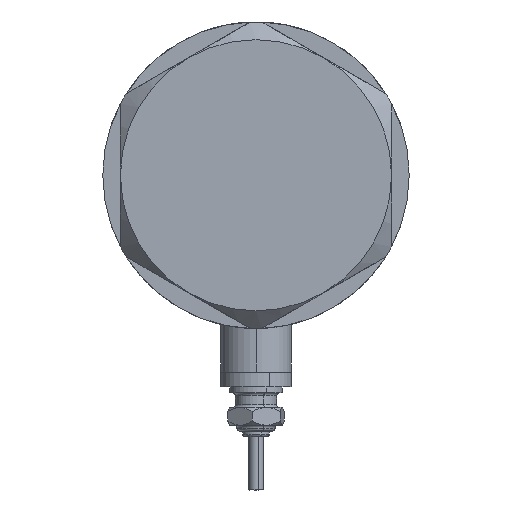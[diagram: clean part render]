
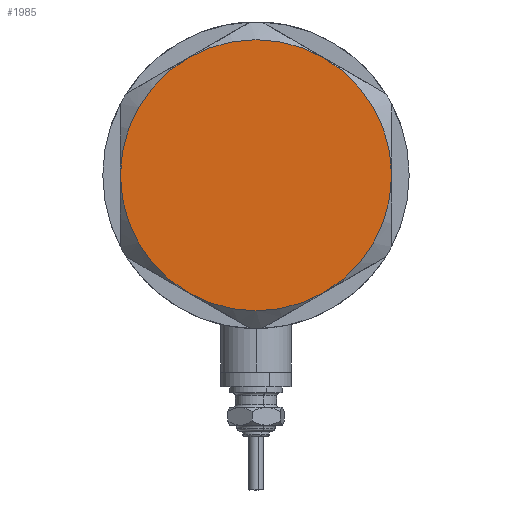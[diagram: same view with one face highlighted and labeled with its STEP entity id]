
A CAD part, left-side view. The second image highlights one B-rep face of the part: STEP entity #1985.
In plain terms, the highlighted face is planar.
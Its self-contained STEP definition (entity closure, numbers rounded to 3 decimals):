
#5 = AXIS2_PLACEMENT_3D ( 'NONE', #4475, #3528, #2119 ) ;
#125 = DIRECTION ( 'NONE',  ( 1., 0., 0. ) ) ;
#682 = CIRCLE ( 'NONE', #4084, 23. ) ;
#716 = CARTESIAN_POINT ( 'NONE',  ( 0., 0., 7. ) ) ;
#774 = DIRECTION ( 'NONE',  ( 0., 0., 1. ) ) ;
#865 = EDGE_CURVE ( 'NONE', #4005, #2607, #1545, .T. ) ;
#948 = VERTEX_POINT ( 'NONE', #2978 ) ;
#1076 = ORIENTED_EDGE ( 'NONE', *, *, #865, .T. ) ;
#1205 = DIRECTION ( 'NONE',  ( 0., 0., 1. ) ) ;
#1281 = EDGE_CURVE ( 'NONE', #948, #3698, #2145, .T. ) ;
#1353 = EDGE_CURVE ( 'NONE', #5241, #3053, #4481, .T. ) ;
#1420 = ORIENTED_EDGE ( 'NONE', *, *, #1353, .T. ) ;
#1545 = CIRCLE ( 'NONE', #4477, 23. ) ;
#1713 = ORIENTED_EDGE ( 'NONE', *, *, #3996, .T. ) ;
#1847 = CARTESIAN_POINT ( 'NONE',  ( 0., 0., 7. ) ) ;
#1985 = ADVANCED_FACE ( 'NONE', ( #2129 ), #5460, .T. ) ;
#2039 = AXIS2_PLACEMENT_3D ( 'NONE', #716, #2196, #4136 ) ;
#2119 = DIRECTION ( 'NONE',  ( 1., 0., 0. ) ) ;
#2129 = FACE_OUTER_BOUND ( 'NONE', #2210, .T. ) ;
#2145 = CIRCLE ( 'NONE', #4592, 23. ) ;
#2196 = DIRECTION ( 'NONE',  ( 0., 0., 1. ) ) ;
#2210 = EDGE_LOOP ( 'NONE', ( #1076, #1713, #1420, #5985, #4161, #5562 ) ) ;
#2228 = CARTESIAN_POINT ( 'NONE',  ( -11.5, -19.919, 7. ) ) ;
#2268 = CIRCLE ( 'NONE', #3977, 23. ) ;
#2607 = VERTEX_POINT ( 'NONE', #4796 ) ;
#2691 = DIRECTION ( 'NONE',  ( 1., 0., 0. ) ) ;
#2752 = EDGE_CURVE ( 'NONE', #3053, #948, #4606, .T. ) ;
#2978 = CARTESIAN_POINT ( 'NONE',  ( -23., 0., 7. ) ) ;
#3053 = VERTEX_POINT ( 'NONE', #4537 ) ;
#3155 = DIRECTION ( 'NONE',  ( 0., 0., 1. ) ) ;
#3412 = CARTESIAN_POINT ( 'NONE',  ( 11.5, 19.919, 7. ) ) ;
#3473 = DIRECTION ( 'NONE',  ( 1., 0., 0. ) ) ;
#3528 = DIRECTION ( 'NONE',  ( 0., 0., 1. ) ) ;
#3548 = EDGE_CURVE ( 'NONE', #3698, #4005, #682, .T. ) ;
#3698 = VERTEX_POINT ( 'NONE', #2228 ) ;
#3713 = DIRECTION ( 'NONE',  ( 1., 0., 0. ) ) ;
#3961 = CARTESIAN_POINT ( 'NONE',  ( 0., 0., 7. ) ) ;
#3977 = AXIS2_PLACEMENT_3D ( 'NONE', #1847, #774, #2691 ) ;
#3996 = EDGE_CURVE ( 'NONE', #2607, #5241, #2268, .T. ) ;
#4005 = VERTEX_POINT ( 'NONE', #4645 ) ;
#4024 = CARTESIAN_POINT ( 'NONE',  ( 0., 0., 7. ) ) ;
#4037 = CARTESIAN_POINT ( 'NONE',  ( 0., 0., 7. ) ) ;
#4084 = AXIS2_PLACEMENT_3D ( 'NONE', #4682, #3155, #3713 ) ;
#4136 = DIRECTION ( 'NONE',  ( 1., 0., 0. ) ) ;
#4161 = ORIENTED_EDGE ( 'NONE', *, *, #1281, .T. ) ;
#4469 = DIRECTION ( 'NONE',  ( 0., 0., 1. ) ) ;
#4475 = CARTESIAN_POINT ( 'NONE',  ( 0., 0., 7. ) ) ;
#4477 = AXIS2_PLACEMENT_3D ( 'NONE', #4024, #4469, #125 ) ;
#4481 = CIRCLE ( 'NONE', #2039, 23. ) ;
#4537 = CARTESIAN_POINT ( 'NONE',  ( -11.5, 19.919, 7. ) ) ;
#4592 = AXIS2_PLACEMENT_3D ( 'NONE', #3961, #5916, #3473 ) ;
#4606 = CIRCLE ( 'NONE', #5, 23. ) ;
#4645 = CARTESIAN_POINT ( 'NONE',  ( 11.5, -19.919, 7. ) ) ;
#4682 = CARTESIAN_POINT ( 'NONE',  ( 0., 0., 7. ) ) ;
#4796 = CARTESIAN_POINT ( 'NONE',  ( 23., 0., 7. ) ) ;
#5241 = VERTEX_POINT ( 'NONE', #3412 ) ;
#5460 = PLANE ( 'NONE',  #5497 ) ;
#5497 = AXIS2_PLACEMENT_3D ( 'NONE', #4037, #1205, #5668 ) ;
#5562 = ORIENTED_EDGE ( 'NONE', *, *, #3548, .T. ) ;
#5668 = DIRECTION ( 'NONE',  ( 1., 0., 0. ) ) ;
#5916 = DIRECTION ( 'NONE',  ( 0., 0., 1. ) ) ;
#5985 = ORIENTED_EDGE ( 'NONE', *, *, #2752, .T. ) ;
